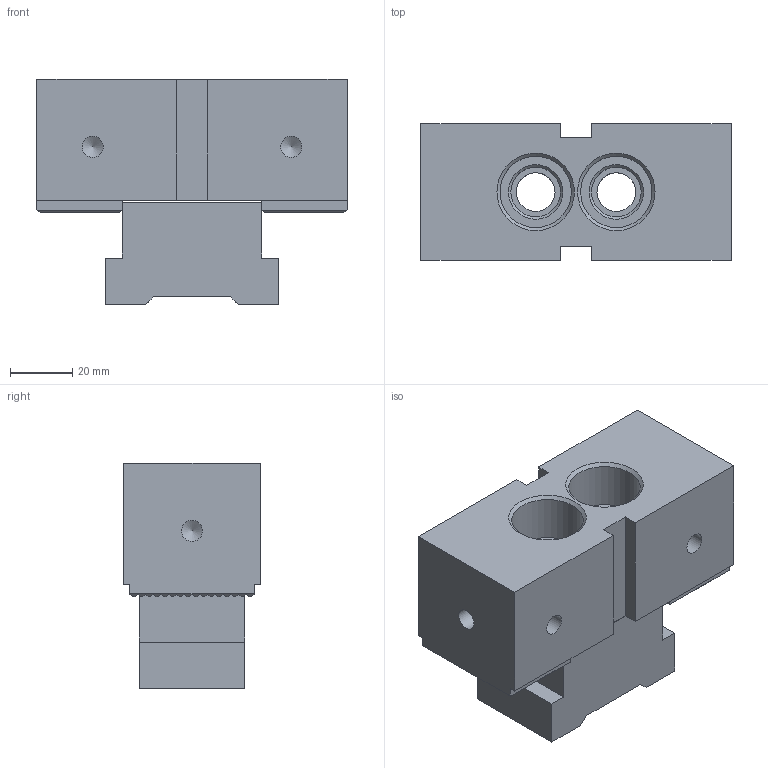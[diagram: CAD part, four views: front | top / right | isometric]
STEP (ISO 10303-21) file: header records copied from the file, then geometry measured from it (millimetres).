
FILE_DESCRIPTION( ( 'Unknown' ), '1' );
FILE_NAME( 'SVF-B03-100.stp', 'Unknown', ( 'Unknown' ), ( 'Unknown' ), 'PSStep 17.0.49', 'Unknown', ' ' );
FILE_SCHEMA( ( 'AUTOMOTIVE_DESIGN { 1 0 10303 214 1 1 1 1 }' ) );
Length unit declared in the file: millimetre
Products named in the file (3): Assem1; 1-SVF-B03-100-1; 1-SVF-AB03-100-2
Assembly tree (2 placements, depth 2):
  Assem1
    1-SVF-B03-100-1
    1-SVF-AB03-100-2
Bounding box: 100 x 44 x 72.6 mm (x, y, z)
Volume: 197236.9 mm3; surface area: 38210.7 mm2
Topology: 2 solids, 2 shells, 162 faces, 470 edges, 312 vertices
Faces by surface type: plane 138, cone 12, cylinder 12
Full cylindrical faces by diameter (mm): 6.8 x6, 12.5 x2, 16 x2, 23 x2
Entity records: 6384 total; most frequent: CARTESIAN_POINT 897, ORIENTED_EDGE 860, DIRECTION 796, EDGE_CURVE 430, LINE 394, VECTOR 394, VERTEX_POINT 302, AXIS2_PLACEMENT_3D 201
